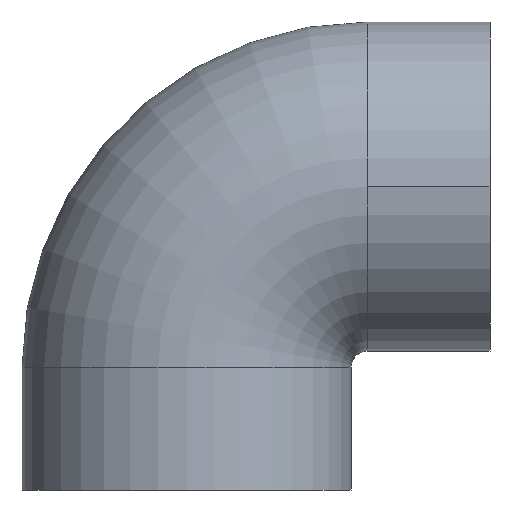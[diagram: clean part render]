
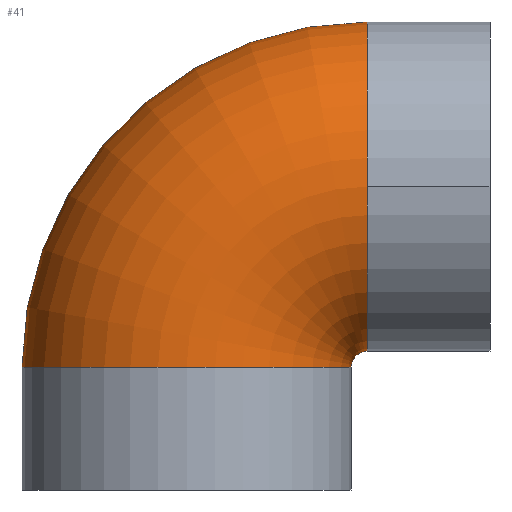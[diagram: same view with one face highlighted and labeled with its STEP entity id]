
A CAD part, front view. The second image highlights one B-rep face of the part: STEP entity #41.
In plain terms, the highlighted toroidal (fillet/blend) face has major radius 28 mm and minor radius 25.5 mm.
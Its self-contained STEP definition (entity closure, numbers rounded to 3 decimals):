
#41=ADVANCED_FACE('',(#91),#92,.T.);
#91=FACE_OUTER_BOUND('',#151,.T.);
#92=TOROIDAL_SURFACE('',#152,28.0,25.5);
#151=EDGE_LOOP('',(#205,#206,#207,#208,#209));
#152=AXIS2_PLACEMENT_3D('',#210,#211,#212);
#205=ORIENTED_EDGE('',*,*,#338,.F.);
#206=ORIENTED_EDGE('',*,*,#339,.T.);
#207=ORIENTED_EDGE('',*,*,#340,.F.);
#208=ORIENTED_EDGE('',*,*,#341,.T.);
#209=ORIENTED_EDGE('',*,*,#342,.T.);
#210=CARTESIAN_POINT('',(28.0,0.,19.0));
#211=DIRECTION('',(-0.0,1.0,0.0));
#212=DIRECTION('',(1.0,0.0,0.0));
#338=EDGE_CURVE('',#389,#390,#391,.T.);
#339=EDGE_CURVE('',#389,#392,#393,.T.);
#340=EDGE_CURVE('',#394,#392,#395,.T.);
#341=EDGE_CURVE('',#394,#396,#397,.T.);
#342=EDGE_CURVE('',#396,#390,#398,.T.);
#389=VERTEX_POINT('',#462);
#390=VERTEX_POINT('',#463);
#391=CIRCLE('',#464,53.5);
#392=VERTEX_POINT('',#465);
#393=CIRCLE('',#466,25.5);
#394=VERTEX_POINT('',#467);
#395=CIRCLE('',#468,2.5);
#396=VERTEX_POINT('',#469);
#397=CIRCLE('',#470,25.5);
#398=CIRCLE('',#471,25.5);
#462=CARTESIAN_POINT('',(-25.5,0.,19.0));
#463=CARTESIAN_POINT('',(28.0,0.,72.5));
#464=AXIS2_PLACEMENT_3D('',#802,#803,#804);
#465=CARTESIAN_POINT('',(25.5,0.0,19.0));
#466=AXIS2_PLACEMENT_3D('',#805,#806,#807);
#467=CARTESIAN_POINT('',(28.0,0.,21.5));
#468=AXIS2_PLACEMENT_3D('',#808,#809,#810);
#469=CARTESIAN_POINT('',(28.0,-25.5,47.0));
#470=AXIS2_PLACEMENT_3D('',#811,#812,#813);
#471=AXIS2_PLACEMENT_3D('',#814,#815,#816);
#802=CARTESIAN_POINT('',(28.0,0.,19.0));
#803=DIRECTION('',(0.0,1.0,0.0));
#804=DIRECTION('',(0.0,0.0,1.0));
#805=CARTESIAN_POINT('',(0.,0.,19.0));
#806=DIRECTION('',(0.0,0.0,1.0));
#807=DIRECTION('',(1.0,0.,0.0));
#808=CARTESIAN_POINT('',(28.0,0.,19.0));
#809=DIRECTION('',(0.0,-1.0,0.0));
#810=DIRECTION('',(0.0,0.0,1.0));
#811=CARTESIAN_POINT('',(28.0,0.,47.0));
#812=DIRECTION('',(-1.0,0.0,0.));
#813=DIRECTION('',(0.,0.,-1.0));
#814=CARTESIAN_POINT('',(28.0,0.,47.0));
#815=DIRECTION('',(-1.0,0.0,0.));
#816=DIRECTION('',(0.,0.,-1.0));
